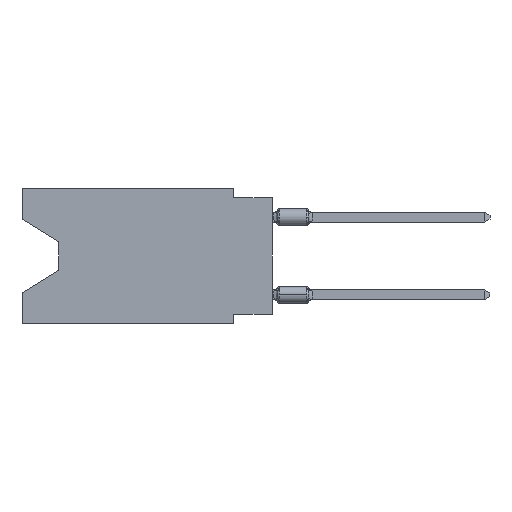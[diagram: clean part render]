
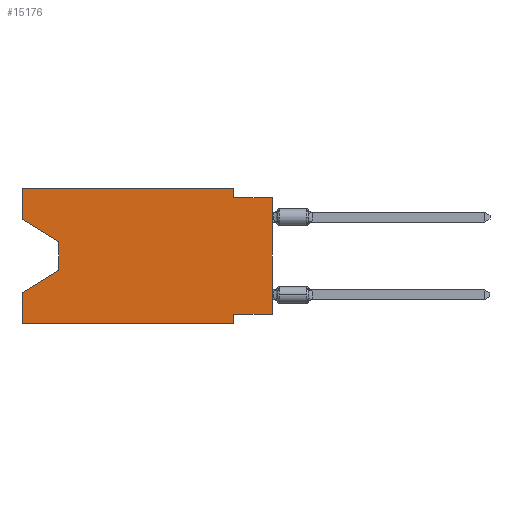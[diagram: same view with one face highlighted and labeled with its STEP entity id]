
A CAD part, left-side view. The second image highlights one B-rep face of the part: STEP entity #15176.
In plain terms, the highlighted planar face has unit normal (-1, 0, 0).
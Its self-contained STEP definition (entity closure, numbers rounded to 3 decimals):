
#42 = ORIENTED_EDGE ( 'NONE', *, *, #14404, .F. ) ;
#57 = CARTESIAN_POINT ( 'NONE',  ( 0., 13.97, -3.505 ) ) ;
#453 = VECTOR ( 'NONE', #13005, 1000. ) ;
#579 = CARTESIAN_POINT ( 'NONE',  ( 0., 16.383, 0. ) ) ;
#594 = LINE ( 'NONE', #2966, #5304 ) ;
#804 = CARTESIAN_POINT ( 'NONE',  ( 0., 2.54, -8.255 ) ) ;
#967 = CARTESIAN_POINT ( 'NONE',  ( 0., 13.97, -5.385 ) ) ;
#1264 = CARTESIAN_POINT ( 'NONE',  ( 0., 2.54, 0. ) ) ;
#1677 = LINE ( 'NONE', #5997, #6745 ) ;
#1680 = VERTEX_POINT ( 'NONE', #1264 ) ;
#1731 = VECTOR ( 'NONE', #7513, 1000. ) ;
#1854 = VECTOR ( 'NONE', #4395, 1000. ) ;
#1892 = CARTESIAN_POINT ( 'NONE',  ( 0., 16.383, 0. ) ) ;
#2476 = ORIENTED_EDGE ( 'NONE', *, *, #15965, .F. ) ;
#2506 = EDGE_CURVE ( 'NONE', #13986, #8028, #5044, .T. ) ;
#2660 = CARTESIAN_POINT ( 'NONE',  ( 0., 16.383, -8.89 ) ) ;
#2901 = LINE ( 'NONE', #9287, #14475 ) ;
#2966 = CARTESIAN_POINT ( 'NONE',  ( 0., 2.54, -8.89 ) ) ;
#3031 = LINE ( 'NONE', #10863, #1854 ) ;
#3127 = DIRECTION ( 'NONE',  ( 0., 0., -1. ) ) ;
#3213 = LINE ( 'NONE', #579, #4257 ) ;
#3291 = VERTEX_POINT ( 'NONE', #8106 ) ;
#3292 = DIRECTION ( 'NONE',  ( 0., 0., 1. ) ) ;
#3639 = LINE ( 'NONE', #7561, #8836 ) ;
#3734 = LINE ( 'NONE', #15722, #453 ) ;
#3916 = EDGE_CURVE ( 'NONE', #12978, #5049, #3734, .T. ) ;
#4076 = ORIENTED_EDGE ( 'NONE', *, *, #6749, .T. ) ;
#4215 = VERTEX_POINT ( 'NONE', #6526 ) ;
#4257 = VECTOR ( 'NONE', #3292, 1000. ) ;
#4395 = DIRECTION ( 'NONE',  ( 0., 1., 0. ) ) ;
#4418 = VERTEX_POINT ( 'NONE', #11956 ) ;
#4447 = DIRECTION ( 'NONE',  ( 0., 0., -1. ) ) ;
#4840 = DIRECTION ( 'NONE',  ( 0., -1., 0. ) ) ;
#5044 = LINE ( 'NONE', #967, #1731 ) ;
#5049 = VERTEX_POINT ( 'NONE', #11816 ) ;
#5092 = CARTESIAN_POINT ( 'NONE',  ( 0., 16.383, -2.038 ) ) ;
#5213 = VECTOR ( 'NONE', #4840, 1000. ) ;
#5304 = VECTOR ( 'NONE', #15988, 1000. ) ;
#5628 = ORIENTED_EDGE ( 'NONE', *, *, #14813, .T. ) ;
#5898 = PLANE ( 'NONE',  #10758 ) ;
#5997 = CARTESIAN_POINT ( 'NONE',  ( 0., 13.97, -3.505 ) ) ;
#6335 = VECTOR ( 'NONE', #8012, 1000. ) ;
#6430 = EDGE_CURVE ( 'NONE', #14795, #4215, #594, .T. ) ;
#6437 = ORIENTED_EDGE ( 'NONE', *, *, #2506, .T. ) ;
#6526 = CARTESIAN_POINT ( 'NONE',  ( 0., 2.54, -8.89 ) ) ;
#6637 = EDGE_CURVE ( 'NONE', #1680, #7996, #3639, .T. ) ;
#6645 = CARTESIAN_POINT ( 'NONE',  ( 0., 16.383, -8.89 ) ) ;
#6650 = DIRECTION ( 'NONE',  ( 0., -1., 0. ) ) ;
#6745 = VECTOR ( 'NONE', #3127, 1000. ) ;
#6749 = EDGE_CURVE ( 'NONE', #12978, #16393, #14185, .T. ) ;
#7142 = ORIENTED_EDGE ( 'NONE', *, *, #11699, .F. ) ;
#7475 = LINE ( 'NONE', #12662, #5213 ) ;
#7513 = DIRECTION ( 'NONE',  ( 0., 0.855, -0.519 ) ) ;
#7561 = CARTESIAN_POINT ( 'NONE',  ( 0., 2.54, 0. ) ) ;
#7608 = ORIENTED_EDGE ( 'NONE', *, *, #6637, .F. ) ;
#7743 = VECTOR ( 'NONE', #15461, 1000. ) ;
#7996 = VERTEX_POINT ( 'NONE', #15221 ) ;
#8012 = DIRECTION ( 'NONE',  ( 0., -1., 0. ) ) ;
#8028 = VERTEX_POINT ( 'NONE', #11312 ) ;
#8099 = CARTESIAN_POINT ( 'NONE',  ( 0., 13.97, -5.385 ) ) ;
#8106 = CARTESIAN_POINT ( 'NONE',  ( 0., 0., -8.255 ) ) ;
#8836 = VECTOR ( 'NONE', #11467, 1000. ) ;
#8891 = VERTEX_POINT ( 'NONE', #6645 ) ;
#9040 = DIRECTION ( 'NONE',  ( 0., 0., 1. ) ) ;
#9287 = CARTESIAN_POINT ( 'NONE',  ( 0., 16.383, 0. ) ) ;
#9577 = ORIENTED_EDGE ( 'NONE', *, *, #3916, .F. ) ;
#9638 = DIRECTION ( 'NONE',  ( 1., 0., 0. ) ) ;
#9720 = FACE_OUTER_BOUND ( 'NONE', #14085, .T. ) ;
#10758 = AXIS2_PLACEMENT_3D ( 'NONE', #1892, #9638, #4447 ) ;
#10863 = CARTESIAN_POINT ( 'NONE',  ( 0., 0., -8.255 ) ) ;
#11060 = EDGE_CURVE ( 'NONE', #8891, #4215, #15830, .T. ) ;
#11105 = EDGE_CURVE ( 'NONE', #5049, #1680, #2901, .T. ) ;
#11142 = EDGE_CURVE ( 'NONE', #3291, #4418, #11670, .T. ) ;
#11242 = ORIENTED_EDGE ( 'NONE', *, *, #11060, .T. ) ;
#11312 = CARTESIAN_POINT ( 'NONE',  ( 0., 16.383, -6.852 ) ) ;
#11467 = DIRECTION ( 'NONE',  ( 0., 0., -1. ) ) ;
#11670 = LINE ( 'NONE', #15916, #15833 ) ;
#11699 = EDGE_CURVE ( 'NONE', #7996, #4418, #7475, .T. ) ;
#11816 = CARTESIAN_POINT ( 'NONE',  ( 0., 16.383, 0. ) ) ;
#11956 = CARTESIAN_POINT ( 'NONE',  ( 0., 0., -0.635 ) ) ;
#12308 = ORIENTED_EDGE ( 'NONE', *, *, #11142, .T. ) ;
#12662 = CARTESIAN_POINT ( 'NONE',  ( 0., 0., -0.635 ) ) ;
#12978 = VERTEX_POINT ( 'NONE', #15628 ) ;
#13005 = DIRECTION ( 'NONE',  ( 0., 0., 1. ) ) ;
#13986 = VERTEX_POINT ( 'NONE', #8099 ) ;
#14085 = EDGE_LOOP ( 'NONE', ( #4076, #5628, #6437, #2476, #11242, #14821, #42, #12308, #7142, #7608, #16598, #9577 ) ) ;
#14185 = LINE ( 'NONE', #5092, #7743 ) ;
#14404 = EDGE_CURVE ( 'NONE', #3291, #14795, #3031, .T. ) ;
#14475 = VECTOR ( 'NONE', #6650, 1000. ) ;
#14795 = VERTEX_POINT ( 'NONE', #804 ) ;
#14813 = EDGE_CURVE ( 'NONE', #16393, #13986, #1677, .T. ) ;
#14821 = ORIENTED_EDGE ( 'NONE', *, *, #6430, .F. ) ;
#15176 = ADVANCED_FACE ( 'NONE', ( #9720 ), #5898, .F. ) ;
#15221 = CARTESIAN_POINT ( 'NONE',  ( 0., 2.54, -0.635 ) ) ;
#15461 = DIRECTION ( 'NONE',  ( 0., -0.855, -0.519 ) ) ;
#15628 = CARTESIAN_POINT ( 'NONE',  ( 0., 16.383, -2.038 ) ) ;
#15722 = CARTESIAN_POINT ( 'NONE',  ( 0., 16.383, 0. ) ) ;
#15830 = LINE ( 'NONE', #2660, #6335 ) ;
#15833 = VECTOR ( 'NONE', #9040, 1000. ) ;
#15916 = CARTESIAN_POINT ( 'NONE',  ( 0., 0., 0. ) ) ;
#15965 = EDGE_CURVE ( 'NONE', #8891, #8028, #3213, .T. ) ;
#15988 = DIRECTION ( 'NONE',  ( 0., 0., -1. ) ) ;
#16393 = VERTEX_POINT ( 'NONE', #57 ) ;
#16598 = ORIENTED_EDGE ( 'NONE', *, *, #11105, .F. ) ;
